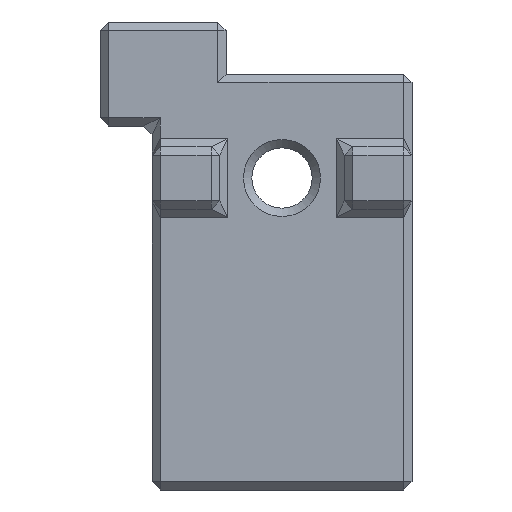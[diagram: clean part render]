
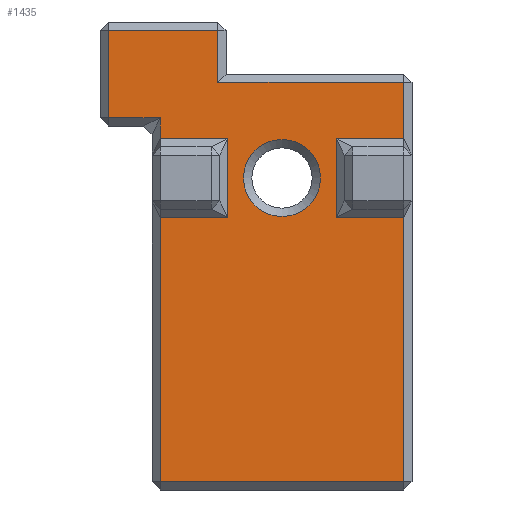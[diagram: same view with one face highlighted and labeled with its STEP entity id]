
A CAD part, left-side view. The second image highlights one B-rep face of the part: STEP entity #1435.
In plain terms, the highlighted planar face has unit normal (-1, 0, 0).
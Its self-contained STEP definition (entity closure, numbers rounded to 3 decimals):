
#24=FACE_BOUND('',#203,.T.);
#27=CIRCLE('',#1544,3.7);
#109=FACE_OUTER_BOUND('',#202,.T.);
#202=EDGE_LOOP('',(#1179,#1180,#1181,#1182,#1183,#1184,#1185,#1186,#1187,
#1188,#1189,#1190,#1191,#1192,#1193,#1194));
#203=EDGE_LOOP('',(#1195));
#252=LINE('',#2029,#437);
#261=LINE('',#2047,#446);
#269=LINE('',#2064,#454);
#284=LINE('',#2096,#469);
#290=LINE('',#2107,#475);
#302=LINE('',#2133,#487);
#315=LINE('',#2160,#500);
#320=LINE('',#2169,#505);
#328=LINE('',#2186,#513);
#333=LINE('',#2195,#518);
#335=LINE('',#2198,#520);
#347=LINE('',#2217,#532);
#358=LINE('',#2235,#543);
#367=LINE('',#2252,#552);
#369=LINE('',#2255,#554);
#373=LINE('',#2261,#558);
#437=VECTOR('',#1624,10.);
#446=VECTOR('',#1639,10.);
#454=VECTOR('',#1653,10.);
#469=VECTOR('',#1680,10.);
#475=VECTOR('',#1690,10.);
#487=VECTOR('',#1712,10.);
#500=VECTOR('',#1735,10.);
#505=VECTOR('',#1744,10.);
#513=VECTOR('',#1758,10.);
#518=VECTOR('',#1767,10.);
#520=VECTOR('',#1771,10.);
#532=VECTOR('',#1793,10.);
#543=VECTOR('',#1814,10.);
#552=VECTOR('',#1831,10.);
#554=VECTOR('',#1835,10.);
#558=VECTOR('',#1843,10.);
#601=VERTEX_POINT('',#1983);
#607=VERTEX_POINT('',#1997);
#611=VERTEX_POINT('',#2005);
#613=VERTEX_POINT('',#2014);
#616=VERTEX_POINT('',#2021);
#624=VERTEX_POINT('',#2042);
#627=VERTEX_POINT('',#2052);
#630=VERTEX_POINT('',#2059);
#639=VERTEX_POINT('',#2089);
#644=VERTEX_POINT('',#2102);
#651=VERTEX_POINT('',#2126);
#654=VERTEX_POINT('',#2139);
#660=VERTEX_POINT('',#2153);
#664=VERTEX_POINT('',#2168);
#667=VERTEX_POINT('',#2175);
#668=VERTEX_POINT('',#2179);
#685=VERTEX_POINT('',#2304);
#724=EDGE_CURVE('',#616,#611,#252,.T.);
#733=EDGE_CURVE('',#613,#624,#261,.T.);
#741=EDGE_CURVE('',#624,#630,#269,.T.);
#756=EDGE_CURVE('',#639,#627,#284,.T.);
#762=EDGE_CURVE('',#630,#644,#290,.T.);
#774=EDGE_CURVE('',#651,#639,#302,.T.);
#787=EDGE_CURVE('',#660,#651,#315,.T.);
#792=EDGE_CURVE('',#654,#664,#320,.T.);
#800=EDGE_CURVE('',#668,#667,#328,.T.);
#805=EDGE_CURVE('',#664,#668,#333,.T.);
#807=EDGE_CURVE('',#667,#660,#335,.T.);
#819=EDGE_CURVE('',#644,#654,#347,.T.);
#830=EDGE_CURVE('',#627,#616,#358,.T.);
#839=EDGE_CURVE('',#607,#613,#367,.T.);
#841=EDGE_CURVE('',#611,#601,#369,.T.);
#845=EDGE_CURVE('',#601,#607,#373,.T.);
#867=EDGE_CURVE('',#685,#685,#27,.T.);
#1179=ORIENTED_EDGE('',*,*,#800,.F.);
#1180=ORIENTED_EDGE('',*,*,#805,.F.);
#1181=ORIENTED_EDGE('',*,*,#792,.F.);
#1182=ORIENTED_EDGE('',*,*,#819,.F.);
#1183=ORIENTED_EDGE('',*,*,#762,.F.);
#1184=ORIENTED_EDGE('',*,*,#741,.F.);
#1185=ORIENTED_EDGE('',*,*,#733,.F.);
#1186=ORIENTED_EDGE('',*,*,#839,.F.);
#1187=ORIENTED_EDGE('',*,*,#845,.F.);
#1188=ORIENTED_EDGE('',*,*,#841,.F.);
#1189=ORIENTED_EDGE('',*,*,#724,.F.);
#1190=ORIENTED_EDGE('',*,*,#830,.F.);
#1191=ORIENTED_EDGE('',*,*,#756,.F.);
#1192=ORIENTED_EDGE('',*,*,#774,.F.);
#1193=ORIENTED_EDGE('',*,*,#787,.F.);
#1194=ORIENTED_EDGE('',*,*,#807,.F.);
#1195=ORIENTED_EDGE('',*,*,#867,.F.);
#1346=PLANE('',#1543);
#1435=ADVANCED_FACE('',(#109,#24),#1346,.T.);
#1543=AXIS2_PLACEMENT_3D('',#2303,#1897,#1898);
#1544=AXIS2_PLACEMENT_3D('',#2305,#1899,#1900);
#1624=DIRECTION('',(0.,0.,1.));
#1639=DIRECTION('',(0.,0.,1.));
#1653=DIRECTION('',(0.,1.,0.));
#1680=DIRECTION('',(0.,0.,-1.));
#1690=DIRECTION('',(0.,0.,1.));
#1712=DIRECTION('',(0.,-1.,0.));
#1735=DIRECTION('',(0.,0.,-1.));
#1744=DIRECTION('',(0.,0.,-1.));
#1758=DIRECTION('',(0.,0.,-1.));
#1767=DIRECTION('',(0.,-1.,0.));
#1771=DIRECTION('',(0.,1.,0.));
#1793=DIRECTION('',(0.,-1.,0.));
#1814=DIRECTION('',(0.,1.,0.));
#1831=DIRECTION('',(0.,1.,0.));
#1835=DIRECTION('',(0.,-1.,0.));
#1843=DIRECTION('',(0.,0.,1.));
#1897=DIRECTION('center_axis',(-1.,0.,0.));
#1898=DIRECTION('ref_axis',(0.,-1.,0.));
#1899=DIRECTION('center_axis',(-1.,0.,0.));
#1900=DIRECTION('ref_axis',(0.,1.,0.));
#1983=CARTESIAN_POINT('',(0.,17.7,6.2));
#1997=CARTESIAN_POINT('',(0.,17.7,13.8));
#2005=CARTESIAN_POINT('',(0.,24.2,6.2));
#2014=CARTESIAN_POINT('',(0.,24.2,13.8));
#2021=CARTESIAN_POINT('',(0.,24.2,-19.2));
#2029=CARTESIAN_POINT('',(0.,24.2,0.));
#2042=CARTESIAN_POINT('',(0.,24.2,15.8));
#2047=CARTESIAN_POINT('',(0.,24.2,0.));
#2052=CARTESIAN_POINT('',(0.,0.8,-19.2));
#2059=CARTESIAN_POINT('',(0.,29.2,15.8));
#2064=CARTESIAN_POINT('',(0.,25.,15.8));
#2089=CARTESIAN_POINT('',(0.,0.8,6.2));
#2096=CARTESIAN_POINT('',(0.,0.8,0.));
#2102=CARTESIAN_POINT('',(0.,29.2,24.2));
#2107=CARTESIAN_POINT('',(0.,29.2,8.75));
#2126=CARTESIAN_POINT('',(0.,7.3,6.2));
#2133=CARTESIAN_POINT('',(0.,15.75,6.2));
#2139=CARTESIAN_POINT('',(0.,18.679,24.2));
#2153=CARTESIAN_POINT('',(0.,7.3,13.8));
#2160=CARTESIAN_POINT('',(0.,7.3,6.5));
#2168=CARTESIAN_POINT('',(0.,18.679,19.2));
#2169=CARTESIAN_POINT('',(0.,18.679,10.));
#2175=CARTESIAN_POINT('',(0.,0.8,13.8));
#2179=CARTESIAN_POINT('',(0.,0.8,19.2));
#2186=CARTESIAN_POINT('',(0.,0.8,0.));
#2195=CARTESIAN_POINT('',(0.,18.75,19.2));
#2198=CARTESIAN_POINT('',(0.,12.5,13.8));
#2217=CARTESIAN_POINT('',(0.,20.,24.2));
#2235=CARTESIAN_POINT('',(0.,18.75,-19.2));
#2252=CARTESIAN_POINT('',(0.,21.75,13.8));
#2255=CARTESIAN_POINT('',(0.,25.,6.2));
#2261=CARTESIAN_POINT('',(0.,17.7,3.5));
#2303=CARTESIAN_POINT('Origin',(0.,25.,0.));
#2304=CARTESIAN_POINT('',(0.,8.8,10.));
#2305=CARTESIAN_POINT('Origin',(0.,12.5,10.));
